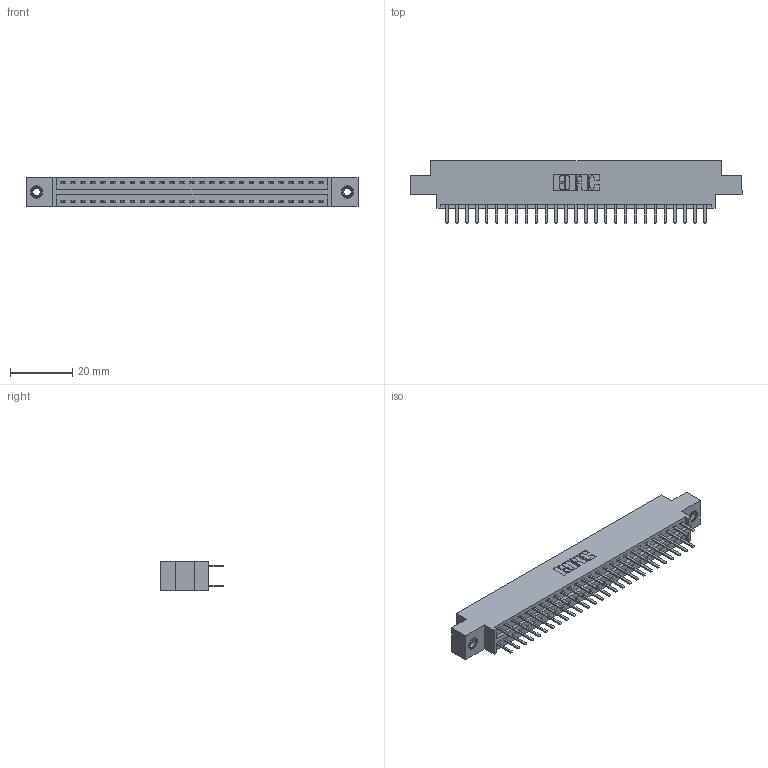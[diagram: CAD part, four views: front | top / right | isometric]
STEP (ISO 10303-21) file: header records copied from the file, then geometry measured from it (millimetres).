
FILE_DESCRIPTION (( 'STEP AP203' ), '1' );
FILE_NAME ('346-054-520-807.STEP', '2022-05-21T02:45:46', ( '' ), ( '' ), 'SwSTEP 2.0', 'SolidWorks 2020', '' );
FILE_SCHEMA (( 'CONFIG_CONTROL_DESIGN' ));
Length unit declared in the file: inch
Products named in the file (4): 345-292-001_345-293-120; 346-054-520-807; 346 Part_0.170 Offset - 0.156 Dia-TI; 345-250-001_345-250-005-103
Assembly tree (57 placements, depth 2):
  346-054-520-807
    346 Part_0.170 Offset - 0.156 Dia-TI
    345-292-001_345-293-120  x54
    345-250-001_345-250-005-103  x2
Bounding box: 106.3 x 20.02 x 9.4 mm (x, y, z)
Volume: 10057.1 mm3; surface area: 13746.2 mm2
Topology: 57 solids, 57 shells, 3210 faces, 9279 edges, 6034 vertices
Faces by surface type: plane 2110, cylinder 1084, cone 12, torus 4
Entity records: 21072 total; most frequent: CARTESIAN_POINT 3491, ORIENTED_EDGE 3406, DIRECTION 3141, EDGE_CURVE 1703, LINE 1439, VECTOR 1439, VERTEX_POINT 1128, AXIS2_PLACEMENT_3D 851
